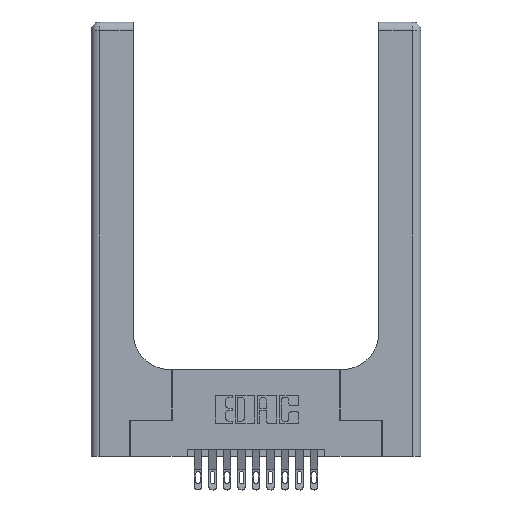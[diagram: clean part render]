
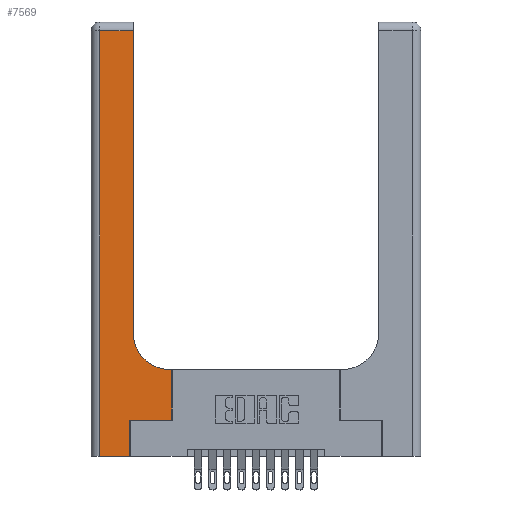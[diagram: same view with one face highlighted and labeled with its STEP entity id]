
A CAD part, top view. The second image highlights one B-rep face of the part: STEP entity #7569.
In plain terms, the highlighted planar face has unit normal (0, 0, 1).
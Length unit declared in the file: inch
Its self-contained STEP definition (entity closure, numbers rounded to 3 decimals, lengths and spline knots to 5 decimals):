
#400 = CARTESIAN_POINT ( 'NONE',  ( 0.269, 0., 0.37 ) ) ;
#415 = CARTESIAN_POINT ( 'NONE',  ( 0.269, 0., 0.37 ) ) ;
#569 = DIRECTION ( 'NONE',  ( -1., 0., 0. ) ) ;
#693 = CARTESIAN_POINT ( 'NONE',  ( 0.5585, 0.25, 0.37 ) ) ;
#902 = DIRECTION ( 'NONE',  ( 0., 1., 0. ) ) ;
#1157 = CIRCLE ( 'NONE', #3108, 0.25 ) ;
#1268 = EDGE_CURVE ( 'NONE', #4220, #6647, #15035, .T. ) ;
#1298 = CARTESIAN_POINT ( 'NONE',  ( 0.06, 0., 0.37 ) ) ;
#1534 = EDGE_CURVE ( 'NONE', #6360, #10663, #9080, .T. ) ;
#1653 = DIRECTION ( 'NONE',  ( 0., 1., 0. ) ) ;
#1718 = EDGE_CURVE ( 'NONE', #5399, #7522, #7018, .T. ) ;
#1850 = CARTESIAN_POINT ( 'NONE',  ( 0.5415, 0.85, 0.37 ) ) ;
#2017 = ORIENTED_EDGE ( 'NONE', *, *, #4872, .T. ) ;
#2091 = ORIENTED_EDGE ( 'NONE', *, *, #14094, .T. ) ;
#2240 = VERTEX_POINT ( 'NONE', #12203 ) ;
#2354 = LINE ( 'NONE', #5535, #8110 ) ;
#2496 = EDGE_CURVE ( 'NONE', #2240, #6360, #13143, .T. ) ;
#2945 = EDGE_LOOP ( 'NONE', ( #10685, #5383, #13146, #2091, #2017, #9182, #12353, #11158, #16512 ) ) ;
#3108 = AXIS2_PLACEMENT_3D ( 'NONE', #1850, #14941, #3234 ) ;
#3127 = VECTOR ( 'NONE', #902, 39.37008 ) ;
#3234 = DIRECTION ( 'NONE',  ( 1., 0., 0. ) ) ;
#3409 = VECTOR ( 'NONE', #1653, 39.37008 ) ;
#3685 = CARTESIAN_POINT ( 'NONE',  ( 0.5415, 0.6, 0.37 ) ) ;
#3911 = LINE ( 'NONE', #9053, #7009 ) ;
#4220 = VERTEX_POINT ( 'NONE', #5339 ) ;
#4742 = CARTESIAN_POINT ( 'NONE',  ( 0.2915, 3., 0.37 ) ) ;
#4872 = EDGE_CURVE ( 'NONE', #14930, #2240, #8551, .T. ) ;
#4909 = CARTESIAN_POINT ( 'NONE',  ( 0.06, 3., 0.37 ) ) ;
#4966 = DIRECTION ( 'NONE',  ( 0., -1., 0. ) ) ;
#5328 = CARTESIAN_POINT ( 'NONE',  ( 0.5585, 0.25, 0.37 ) ) ;
#5339 = CARTESIAN_POINT ( 'NONE',  ( 0.2915, 0.85, 0.37 ) ) ;
#5383 = ORIENTED_EDGE ( 'NONE', *, *, #5855, .T. ) ;
#5399 = VERTEX_POINT ( 'NONE', #6582 ) ;
#5535 = CARTESIAN_POINT ( 'NONE',  ( 0.2915, 0.6, 0.37 ) ) ;
#5596 = DIRECTION ( 'NONE',  ( -1., 0., 0. ) ) ;
#5855 = EDGE_CURVE ( 'NONE', #6647, #5399, #12455, .T. ) ;
#6172 = VECTOR ( 'NONE', #12659, 39.37008 ) ;
#6287 = VECTOR ( 'NONE', #569, 39.37008 ) ;
#6360 = VERTEX_POINT ( 'NONE', #5328 ) ;
#6582 = CARTESIAN_POINT ( 'NONE',  ( 0.06, 2.94, 0.37 ) ) ;
#6647 = VERTEX_POINT ( 'NONE', #13728 ) ;
#6989 = EDGE_CURVE ( 'NONE', #10663, #7034, #2354, .T. ) ;
#7009 = VECTOR ( 'NONE', #7667, 39.37008 ) ;
#7018 = LINE ( 'NONE', #4909, #16264 ) ;
#7034 = VERTEX_POINT ( 'NONE', #3685 ) ;
#7117 = CARTESIAN_POINT ( 'NONE',  ( 0., 2.94, 0.37 ) ) ;
#7326 = CARTESIAN_POINT ( 'NONE',  ( 0.269, 0.25, 0.37 ) ) ;
#7343 = DIRECTION ( 'NONE',  ( 0., 1., 0. ) ) ;
#7483 = DIRECTION ( 'NONE',  ( 0., 0., -1. ) ) ;
#7522 = VERTEX_POINT ( 'NONE', #1298 ) ;
#7569 = ADVANCED_FACE ( 'NONE', ( #9552 ), #14023, .F. ) ;
#7643 = DIRECTION ( 'NONE',  ( -1., 0., 0. ) ) ;
#7667 = DIRECTION ( 'NONE',  ( 1., 0., 0. ) ) ;
#8110 = VECTOR ( 'NONE', #5596, 39.37008 ) ;
#8551 = LINE ( 'NONE', #400, #3409 ) ;
#9053 = CARTESIAN_POINT ( 'NONE',  ( 0., 0., 0.37 ) ) ;
#9080 = LINE ( 'NONE', #693, #12754 ) ;
#9182 = ORIENTED_EDGE ( 'NONE', *, *, #2496, .T. ) ;
#9552 = FACE_OUTER_BOUND ( 'NONE', #2945, .T. ) ;
#10663 = VERTEX_POINT ( 'NONE', #16993 ) ;
#10685 = ORIENTED_EDGE ( 'NONE', *, *, #1268, .T. ) ;
#11158 = ORIENTED_EDGE ( 'NONE', *, *, #6989, .T. ) ;
#12203 = CARTESIAN_POINT ( 'NONE',  ( 0.269, 0.25, 0.37 ) ) ;
#12353 = ORIENTED_EDGE ( 'NONE', *, *, #1534, .T. ) ;
#12357 = EDGE_CURVE ( 'NONE', #7034, #4220, #1157, .T. ) ;
#12455 = LINE ( 'NONE', #7117, #6287 ) ;
#12659 = DIRECTION ( 'NONE',  ( 1., 0., 0. ) ) ;
#12754 = VECTOR ( 'NONE', #7343, 39.37008 ) ;
#13143 = LINE ( 'NONE', #7326, #6172 ) ;
#13146 = ORIENTED_EDGE ( 'NONE', *, *, #1718, .T. ) ;
#13728 = CARTESIAN_POINT ( 'NONE',  ( 0.2915, 2.94, 0.37 ) ) ;
#14023 = PLANE ( 'NONE',  #16036 ) ;
#14094 = EDGE_CURVE ( 'NONE', #7522, #14930, #3911, .T. ) ;
#14192 = CARTESIAN_POINT ( 'NONE',  ( 0., 3., 0.37 ) ) ;
#14930 = VERTEX_POINT ( 'NONE', #415 ) ;
#14941 = DIRECTION ( 'NONE',  ( 0., 0., -1. ) ) ;
#15035 = LINE ( 'NONE', #4742, #3127 ) ;
#16036 = AXIS2_PLACEMENT_3D ( 'NONE', #14192, #7483, #7643 ) ;
#16264 = VECTOR ( 'NONE', #4966, 39.37008 ) ;
#16512 = ORIENTED_EDGE ( 'NONE', *, *, #12357, .T. ) ;
#16993 = CARTESIAN_POINT ( 'NONE',  ( 0.5585, 0.6, 0.37 ) ) ;
